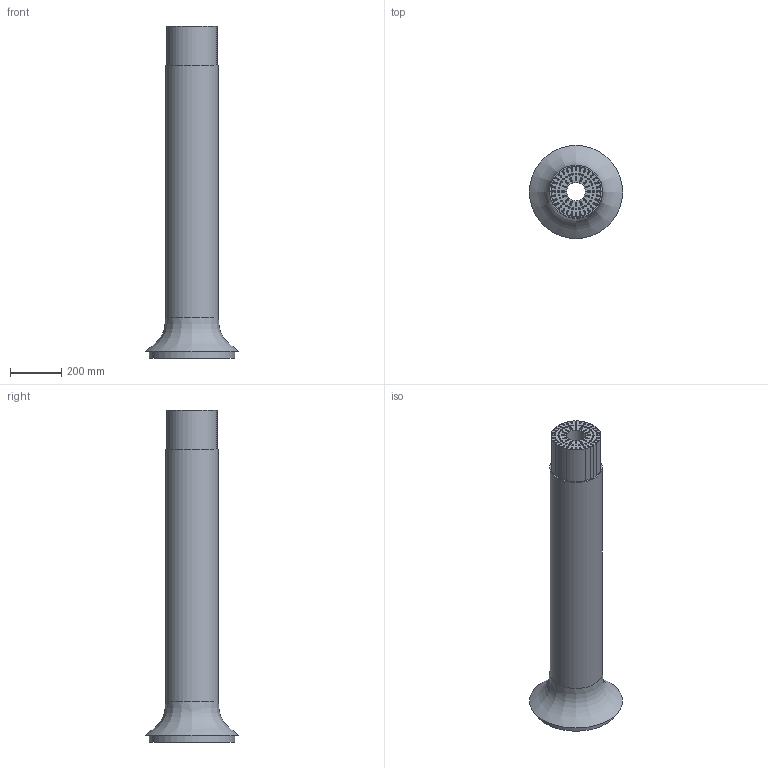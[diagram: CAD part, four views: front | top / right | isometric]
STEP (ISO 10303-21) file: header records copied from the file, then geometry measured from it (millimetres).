
FILE_DESCRIPTION(/* description */ ('STEP AP242','CAx-IF Rec.Pracs.---Representation and Presentation of Product Manufacturing Information (PMI)---4.0---2014-10-13','CAx-IF Rec.Pracs.---3D Tessellated Geometry---0.4---2014-09-14','2;1'),/* implementation_level */ '2;1');
FILE_NAME(/* name */ '61f6a90474beb127beddfaed',/* time_stamp */ '2022-01-30T15:04:37+00:00',/* author */ (''),/* organization */ (''),/* preprocessor_version */ 'ST-DEVELOPER v18.101',/* originating_system */ ' ',/* authorisation */ ' ');
FILE_SCHEMA (('AP242_MANAGED_MODEL_BASED_3D_ENGINEERING_MIM_LF { 1 0 10303 442 1 1 4 }'));
Length unit declared in the file: metre
Products named in the file (1): be_island
Bounding box: 363.27 x 363.27 x 1295.4 mm (x, y, z)
Volume: 35658728.5 mm3; surface area: 4614707.1 mm2
Topology: 1 solids, 1 shells, 137 faces, 398 edges, 265 vertices
Faces by surface type: cylinder 132, plane 4, bspline 1
Full cylindrical faces by diameter (mm): 6.35 x128, 73.025 x1, 195.453 x1, 205.74 x1, 332.647 x1
Entity records: 5083 total; most frequent: CARTESIAN_POINT 1192, DIRECTION 804, ORIENTED_EDGE 530, EDGE_LOOP 530, FACE_BOUND 530, AXIS2_PLACEMENT_3D 402, EDGE_CURVE 265, VERTEX_POINT 265
